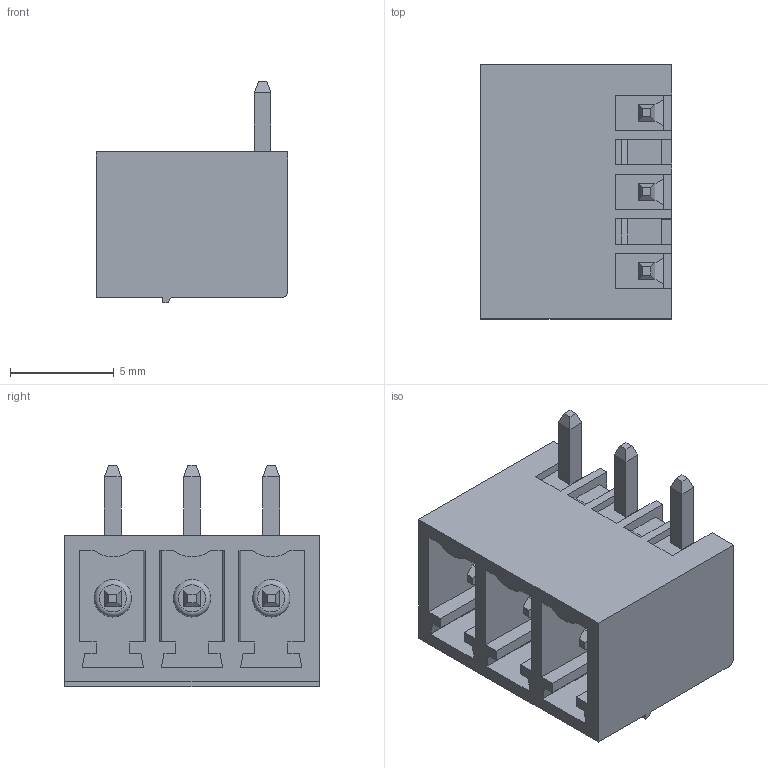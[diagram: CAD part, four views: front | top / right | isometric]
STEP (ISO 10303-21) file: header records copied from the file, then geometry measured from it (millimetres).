
FILE_DESCRIPTION(('STEP AP214'),'1');
FILE_NAME('PV03-3,81-H-P.stp','2021-04-06T11:07:16',(' '),(' '),'Spatial InterOp 3D',' ',' ');
FILE_SCHEMA(('AUTOMOTIVE_DESIGN { 1 0 10303 214 1 1 1 1 }'));
Length unit declared in the file: metre
Products named in the file (1): 1617712295
Bounding box: 9.2 x 12.23 x 10.65 mm (x, y, z)
Volume: 460.3 mm3; surface area: 1059.9 mm2
Topology: 1 solids, 1 shells, 162 faces, 429 edges, 278 vertices
Faces by surface type: plane 152, cylinder 7, torus 3
Full cylindrical faces by diameter (mm): 1.8 x3
Entity records: 6154 total; most frequent: CARTESIAN_POINT 858, ORIENTED_EDGE 840, DIRECTION 763, EDGE_CURVE 420, LINE 403, VECTOR 403, VERTEX_POINT 275, AXIS2_PLACEMENT_3D 180
